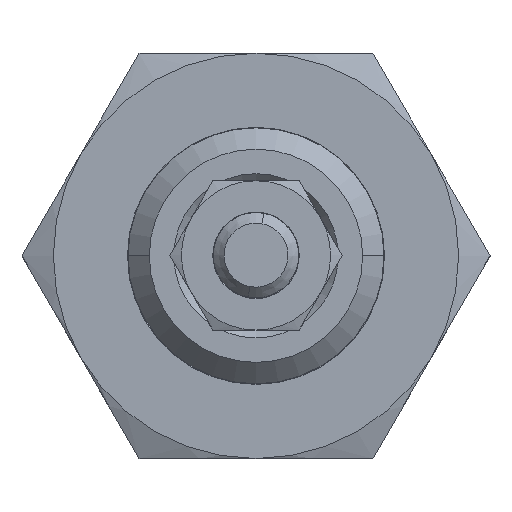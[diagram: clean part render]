
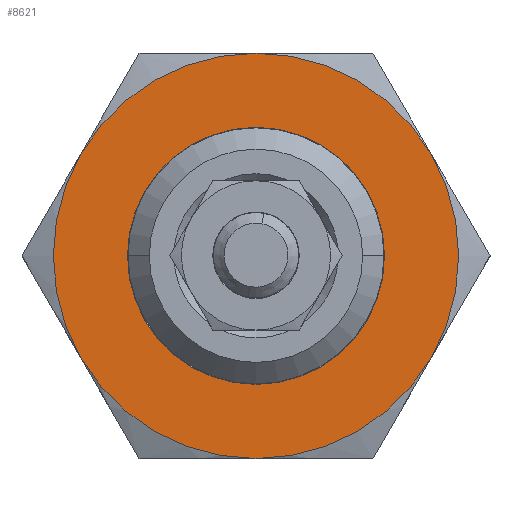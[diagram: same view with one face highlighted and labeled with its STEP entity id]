
A CAD part, top view. The second image highlights one B-rep face of the part: STEP entity #8621.
In plain terms, the highlighted planar face has unit normal (0, 0, 1).
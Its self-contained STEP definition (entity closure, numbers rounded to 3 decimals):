
#96 = AXIS2_PLACEMENT_3D ( 'NONE', #6011, #4177, #5095 ) ;
#1205 = AXIS2_PLACEMENT_3D ( 'NONE', #8929, #8982, #9905 ) ;
#1259 = CARTESIAN_POINT ( 'NONE',  ( 0., 0., 155. ) ) ;
#2028 = CIRCLE ( 'NONE', #5863, 9.5 ) ;
#2036 = EDGE_CURVE ( 'NONE', #8605, #2998, #6695, .T. ) ;
#2269 = CARTESIAN_POINT ( 'NONE',  ( 0., 0., 155. ) ) ;
#2523 = EDGE_CURVE ( 'NONE', #8075, #2586, #3036, .T. ) ;
#2585 = AXIS2_PLACEMENT_3D ( 'NONE', #9373, #3124, #10130 ) ;
#2586 = VERTEX_POINT ( 'NONE', #7055 ) ;
#2758 = EDGE_LOOP ( 'NONE', ( #4237, #4635, #8261, #7828, #3981, #3535 ) ) ;
#2761 = AXIS2_PLACEMENT_3D ( 'NONE', #4599, #7873, #9829 ) ;
#2780 = CIRCLE ( 'NONE', #2585, 9.5 ) ;
#2908 = DIRECTION ( 'NONE',  ( 0.866, -0.5, 0. ) ) ;
#2998 = VERTEX_POINT ( 'NONE', #7834 ) ;
#3036 = CIRCLE ( 'NONE', #7618, 9.5 ) ;
#3124 = DIRECTION ( 'NONE',  ( 0., 0., -1. ) ) ;
#3240 = DIRECTION ( 'NONE',  ( 0.866, -0.5, 0. ) ) ;
#3535 = ORIENTED_EDGE ( 'NONE', *, *, #2036, .F. ) ;
#3981 = ORIENTED_EDGE ( 'NONE', *, *, #6230, .F. ) ;
#4099 = CARTESIAN_POINT ( 'NONE',  ( 8.227, 4.75, 155. ) ) ;
#4100 = DIRECTION ( 'NONE',  ( 0., 0., -1. ) ) ;
#4177 = DIRECTION ( 'NONE',  ( 0., 0., -1. ) ) ;
#4213 = AXIS2_PLACEMENT_3D ( 'NONE', #2269, #4100, #3240 ) ;
#4237 = ORIENTED_EDGE ( 'NONE', *, *, #10917, .F. ) ;
#4333 = EDGE_CURVE ( 'NONE', #9130, #4656, #6172, .T. ) ;
#4351 = DIRECTION ( 'NONE',  ( 0.866, -0.5, 0. ) ) ;
#4599 = CARTESIAN_POINT ( 'NONE',  ( 0., 0., 155. ) ) ;
#4635 = ORIENTED_EDGE ( 'NONE', *, *, #8975, .F. ) ;
#4656 = VERTEX_POINT ( 'NONE', #7774 ) ;
#4734 = AXIS2_PLACEMENT_3D ( 'NONE', #5638, #9135, #4833 ) ;
#4833 = DIRECTION ( 'NONE',  ( 0.866, -0.5, 0. ) ) ;
#4837 = EDGE_CURVE ( 'NONE', #4656, #9130, #9687, .T. ) ;
#5095 = DIRECTION ( 'NONE',  ( 0.866, -0.5, 0. ) ) ;
#5609 = DIRECTION ( 'NONE',  ( 0., 0., -1. ) ) ;
#5616 = CARTESIAN_POINT ( 'NONE',  ( -8.227, 4.75, 155. ) ) ;
#5638 = CARTESIAN_POINT ( 'NONE',  ( 0., 0., 155. ) ) ;
#5740 = EDGE_LOOP ( 'NONE', ( #5753, #8033 ) ) ;
#5753 = ORIENTED_EDGE ( 'NONE', *, *, #4333, .T. ) ;
#5796 = DIRECTION ( 'NONE',  ( 0.866, -0.5, 0. ) ) ;
#5863 = AXIS2_PLACEMENT_3D ( 'NONE', #1259, #9293, #5796 ) ;
#5903 = CARTESIAN_POINT ( 'NONE',  ( 0., 0., 155. ) ) ;
#5939 = PLANE ( 'NONE',  #4213 ) ;
#6011 = CARTESIAN_POINT ( 'NONE',  ( 0., 0., 155. ) ) ;
#6172 = CIRCLE ( 'NONE', #1205, 6.025 ) ;
#6230 = EDGE_CURVE ( 'NONE', #2998, #8075, #7347, .T. ) ;
#6695 = CIRCLE ( 'NONE', #96, 9.5 ) ;
#6716 = CARTESIAN_POINT ( 'NONE',  ( 8.227, -4.75, 155. ) ) ;
#6866 = VERTEX_POINT ( 'NONE', #4099 ) ;
#6868 = EDGE_CURVE ( 'NONE', #2586, #6866, #2780, .T. ) ;
#7055 = CARTESIAN_POINT ( 'NONE',  ( 0., 9.5, 155. ) ) ;
#7347 = CIRCLE ( 'NONE', #2761, 9.5 ) ;
#7385 = CIRCLE ( 'NONE', #9029, 9.5 ) ;
#7610 = CARTESIAN_POINT ( 'NONE',  ( 0., -9.5, 155. ) ) ;
#7618 = AXIS2_PLACEMENT_3D ( 'NONE', #5903, #9455, #4351 ) ;
#7774 = CARTESIAN_POINT ( 'NONE',  ( 5.218, -3.013, 155. ) ) ;
#7828 = ORIENTED_EDGE ( 'NONE', *, *, #2523, .F. ) ;
#7834 = CARTESIAN_POINT ( 'NONE',  ( -8.227, -4.75, 155. ) ) ;
#7873 = DIRECTION ( 'NONE',  ( 0., 0., -1. ) ) ;
#7924 = VERTEX_POINT ( 'NONE', #6716 ) ;
#8033 = ORIENTED_EDGE ( 'NONE', *, *, #4837, .T. ) ;
#8075 = VERTEX_POINT ( 'NONE', #5616 ) ;
#8243 = CARTESIAN_POINT ( 'NONE',  ( 0., 0., 155. ) ) ;
#8261 = ORIENTED_EDGE ( 'NONE', *, *, #6868, .F. ) ;
#8460 = FACE_OUTER_BOUND ( 'NONE', #2758, .T. ) ;
#8605 = VERTEX_POINT ( 'NONE', #7610 ) ;
#8621 = ADVANCED_FACE ( 'NONE', ( #10360, #8460 ), #5939, .F. ) ;
#8929 = CARTESIAN_POINT ( 'NONE',  ( 0., 0., 155. ) ) ;
#8975 = EDGE_CURVE ( 'NONE', #6866, #7924, #2028, .T. ) ;
#8982 = DIRECTION ( 'NONE',  ( 0., 0., -1. ) ) ;
#9029 = AXIS2_PLACEMENT_3D ( 'NONE', #8243, #5609, #2908 ) ;
#9130 = VERTEX_POINT ( 'NONE', #9346 ) ;
#9135 = DIRECTION ( 'NONE',  ( 0., 0., -1. ) ) ;
#9293 = DIRECTION ( 'NONE',  ( 0., 0., -1. ) ) ;
#9346 = CARTESIAN_POINT ( 'NONE',  ( -5.218, 3.013, 155. ) ) ;
#9373 = CARTESIAN_POINT ( 'NONE',  ( 0., 0., 155. ) ) ;
#9455 = DIRECTION ( 'NONE',  ( 0., 0., -1. ) ) ;
#9687 = CIRCLE ( 'NONE', #4734, 6.025 ) ;
#9829 = DIRECTION ( 'NONE',  ( 0.866, -0.5, 0. ) ) ;
#9905 = DIRECTION ( 'NONE',  ( 0.866, -0.5, 0. ) ) ;
#10130 = DIRECTION ( 'NONE',  ( 0.866, -0.5, 0. ) ) ;
#10360 = FACE_BOUND ( 'NONE', #5740, .T. ) ;
#10917 = EDGE_CURVE ( 'NONE', #7924, #8605, #7385, .T. ) ;
